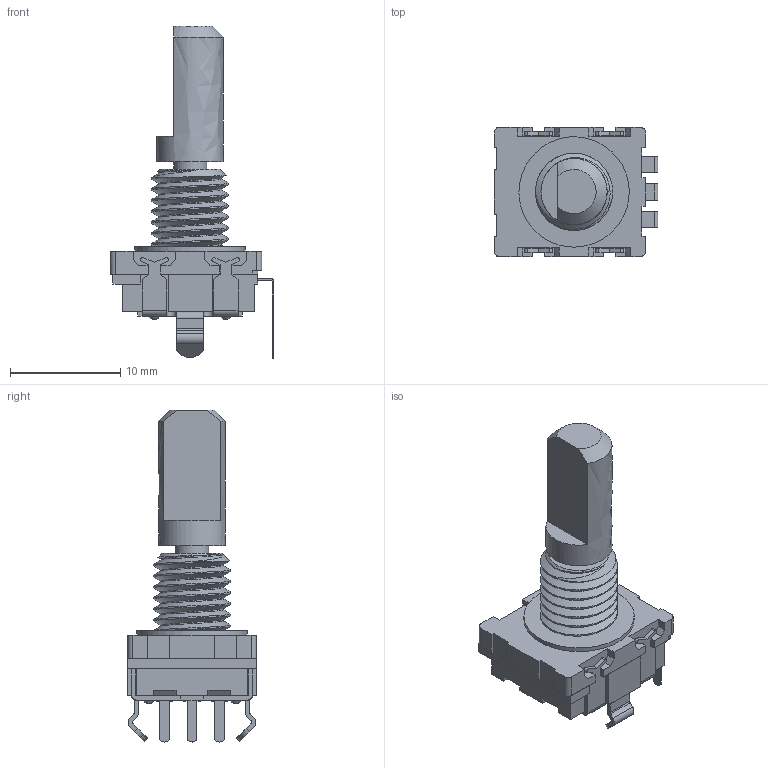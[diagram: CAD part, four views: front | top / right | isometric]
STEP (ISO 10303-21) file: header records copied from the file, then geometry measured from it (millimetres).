
FILE_DESCRIPTION(/* description */ (''),/* implementation_level */ '2;1');
FILE_NAME(/* name */ 'Potentiometer',/* time_stamp */ '2020-03-08T18:09:37+01:00',/* author */ (''),/* organization */ (''),/* preprocessor_version */ 'ST-DEVELOPER v16.5',/* originating_system */ '',/* authorisation */ '');
FILE_SCHEMA (('AUTOMOTIVE_DESIGN'));
Length unit declared in the file: millimetre
Products named in the file (1): Document
Bounding box: 14.85 x 11.7 x 30.1 mm (x, y, z)
Volume: 852.2 mm3; surface area: 1556.8 mm2
Topology: 5 solids, 6 shells, 350 faces, 938 edges, 613 vertices
Faces by surface type: plane 264, bspline 86
Entity records: 12820 total; most frequent: CARTESIAN_POINT 6675, ORIENTED_EDGE 1872, EDGE_CURVE 938, B_SPLINE_CURVE_WITH_KNOTS 758, VERTEX_POINT 613, EDGE_LOOP 364, ADVANCED_FACE 350, FACE_OUTER_BOUND 350
